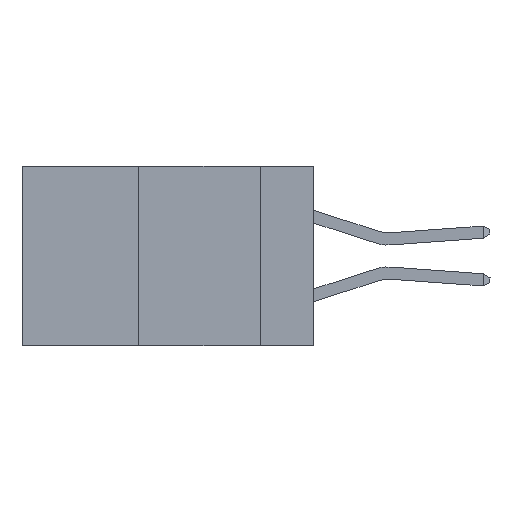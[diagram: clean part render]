
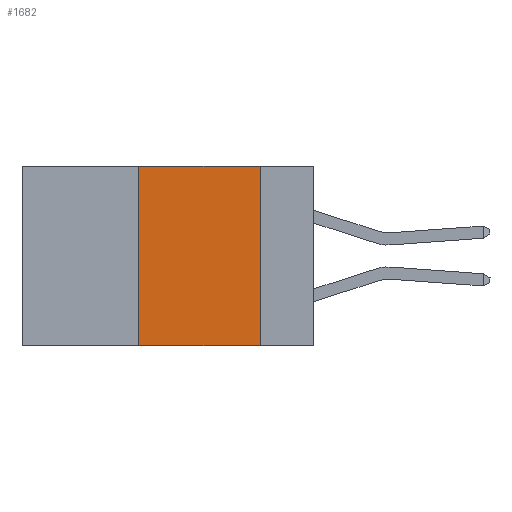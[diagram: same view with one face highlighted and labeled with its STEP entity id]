
A CAD part, left-side view. The second image highlights one B-rep face of the part: STEP entity #1682.
In plain terms, the highlighted planar face has unit normal (-1, 0, 0).
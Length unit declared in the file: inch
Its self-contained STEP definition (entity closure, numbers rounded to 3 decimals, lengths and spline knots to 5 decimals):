
#283 = VERTEX_POINT ( 'NONE', #21205 ) ;
#1406 = ORIENTED_EDGE ( 'NONE', *, *, #6918, .F. ) ;
#1682 = ADVANCED_FACE ( 'NONE', ( #5930 ), #17605, .F. ) ;
#2042 = ORIENTED_EDGE ( 'NONE', *, *, #18439, .F. ) ;
#2323 = ORIENTED_EDGE ( 'NONE', *, *, #18116, .F. ) ;
#3154 = ORIENTED_EDGE ( 'NONE', *, *, #10780, .T. ) ;
#3704 = DIRECTION ( 'NONE',  ( 0., 0., 1. ) ) ;
#3962 = LINE ( 'NONE', #25037, #24068 ) ;
#4999 = AXIS2_PLACEMENT_3D ( 'NONE', #21387, #11770, #25138 ) ;
#5743 = CARTESIAN_POINT ( 'NONE',  ( 0., 0.11, 0. ) ) ;
#5930 = FACE_OUTER_BOUND ( 'NONE', #13405, .T. ) ;
#6599 = VERTEX_POINT ( 'NONE', #5743 ) ;
#6918 = EDGE_CURVE ( 'NONE', #24204, #6599, #13537, .T. ) ;
#7443 = LINE ( 'NONE', #22219, #17339 ) ;
#7630 = VECTOR ( 'NONE', #14700, 39.37008 ) ;
#8124 = VERTEX_POINT ( 'NONE', #19833 ) ;
#8722 = CARTESIAN_POINT ( 'NONE',  ( 0., 0.6, 0. ) ) ;
#10780 = EDGE_CURVE ( 'NONE', #8124, #283, #19700, .T. ) ;
#11770 = DIRECTION ( 'NONE',  ( 1., 0., 0. ) ) ;
#13252 = CARTESIAN_POINT ( 'NONE',  ( 0., 0.6, -0.37 ) ) ;
#13405 = EDGE_LOOP ( 'NONE', ( #2323, #1406, #2042, #3154 ) ) ;
#13537 = LINE ( 'NONE', #8722, #7630 ) ;
#14700 = DIRECTION ( 'NONE',  ( 0., -1., 0. ) ) ;
#16592 = CARTESIAN_POINT ( 'NONE',  ( 0., 0.36, 0. ) ) ;
#17339 = VECTOR ( 'NONE', #20247, 39.37008 ) ;
#17605 = PLANE ( 'NONE',  #4999 ) ;
#18116 = EDGE_CURVE ( 'NONE', #6599, #283, #7443, .T. ) ;
#18439 = EDGE_CURVE ( 'NONE', #8124, #24204, #3962, .T. ) ;
#19121 = VECTOR ( 'NONE', #22879, 39.37008 ) ;
#19700 = LINE ( 'NONE', #13252, #19121 ) ;
#19833 = CARTESIAN_POINT ( 'NONE',  ( 0., 0.36, -0.37 ) ) ;
#20247 = DIRECTION ( 'NONE',  ( 0., 0., -1. ) ) ;
#21205 = CARTESIAN_POINT ( 'NONE',  ( 0., 0.11, -0.37 ) ) ;
#21387 = CARTESIAN_POINT ( 'NONE',  ( 0., 0.6, 0. ) ) ;
#22219 = CARTESIAN_POINT ( 'NONE',  ( 0., 0.11, 0. ) ) ;
#22879 = DIRECTION ( 'NONE',  ( 0., -1., 0. ) ) ;
#24068 = VECTOR ( 'NONE', #3704, 39.37008 ) ;
#24204 = VERTEX_POINT ( 'NONE', #16592 ) ;
#25037 = CARTESIAN_POINT ( 'NONE',  ( 0., 0.36, 0. ) ) ;
#25138 = DIRECTION ( 'NONE',  ( 0., 0., -1. ) ) ;
